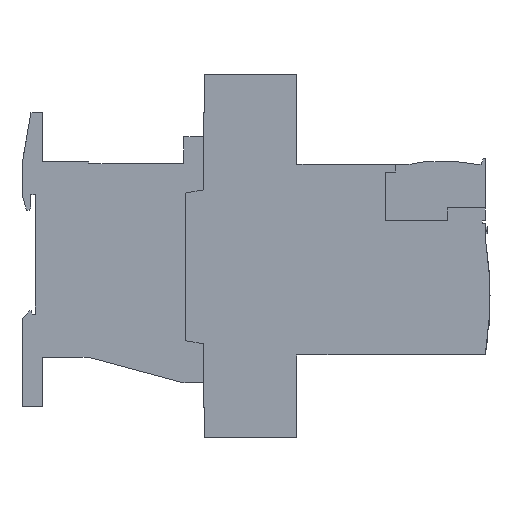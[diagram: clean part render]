
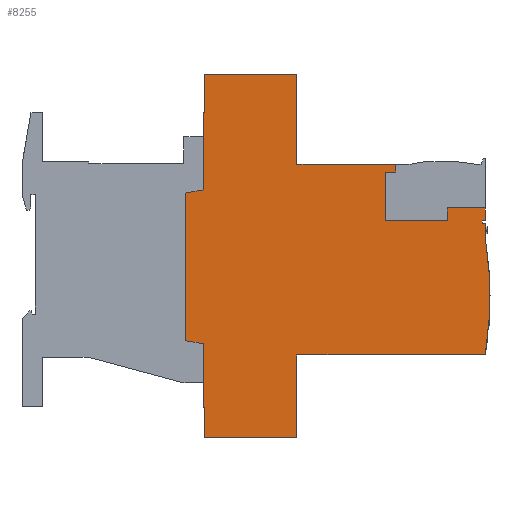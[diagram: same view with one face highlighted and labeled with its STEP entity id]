
A CAD part, left-side view. The second image highlights one B-rep face of the part: STEP entity #8255.
In plain terms, the highlighted planar face has unit normal (-1, 0, 0).
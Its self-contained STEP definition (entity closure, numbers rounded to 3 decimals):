
#3477=VERTEX_POINT('',#10245);
#3637=EDGE_CURVE('',#9747,#8147,#10425,.T.);
#3641=VERTEX_POINT('',#10429);
#3721=VERTEX_POINT('',#10512);
#3791=EDGE_CURVE('',#8157,#5385,#10592,.T.);
#3889=EDGE_CURVE('',#9187,#3477,#10701,.T.);
#3903=EDGE_CURVE('',#9003,#6659,#10716,.T.);
#4031=VERTEX_POINT('',#10858);
#4321=EDGE_CURVE('',#6221,#3641,#11177,.T.);
#4441=VERTEX_POINT('',#11306);
#4543=VERTEX_POINT('',#11412);
#4599=EDGE_CURVE('',#3721,#9747,#11474,.T.);
#4769=VERTEX_POINT('',#11663);
#5287=VERTEX_POINT('',#12226);
#5383=VERTEX_POINT('',#12331);
#5385=VERTEX_POINT('',#12333);
#5583=VERTEX_POINT('',#12550);
#5685=EDGE_CURVE('',#5385,#5287,#12661,.T.);
#5863=EDGE_CURVE('',#6959,#8111,#12858,.T.);
#6049=VERTEX_POINT('',#13062);
#6055=EDGE_CURVE('',#5583,#4769,#13068,.T.);
#6221=VERTEX_POINT('',#13249);
#6659=VERTEX_POINT('',#13724);
#6779=EDGE_CURVE('',#4769,#4543,#13854,.T.);
#6959=VERTEX_POINT('',#14047);
#7063=EDGE_CURVE('',#7763,#9003,#14167,.T.);
#7155=VERTEX_POINT('',#14267);
#7181=EDGE_CURVE('',#9619,#5383,#14295,.T.);
#7395=EDGE_CURVE('',#8111,#5583,#14526,.T.);
#7683=EDGE_CURVE('',#4441,#4031,#14845,.T.);
#7763=VERTEX_POINT('',#14952);
#7787=EDGE_CURVE('',#6659,#9619,#14976,.T.);
#7937=EDGE_CURVE('',#3477,#4441,#15142,.T.);
#7951=EDGE_CURVE('',#4543,#8671,#15156,.T.);
#8103=VERTEX_POINT('',#15330);
#8111=VERTEX_POINT('',#15339);
#8147=VERTEX_POINT('',#15379);
#8157=VERTEX_POINT('',#15389);
#8255=ADVANCED_FACE('',(#15495),#15496,.T.);
#8289=EDGE_CURVE('',#8103,#8157,#15533,.T.);
#8425=EDGE_CURVE('',#5287,#9059,#15684,.T.);
#8571=EDGE_CURVE('',#8147,#6049,#15849,.T.);
#8617=EDGE_CURVE('',#8671,#8103,#15901,.T.);
#8653=EDGE_CURVE('',#5383,#9187,#15940,.T.);
#8671=VERTEX_POINT('',#15961);
#8893=EDGE_CURVE('',#4031,#6959,#16199,.T.);
#9003=VERTEX_POINT('',#16320);
#9059=VERTEX_POINT('',#16381);
#9187=VERTEX_POINT('',#16527);
#9619=VERTEX_POINT('',#17002);
#9731=EDGE_CURVE('',#7155,#7763,#17123,.T.);
#9747=VERTEX_POINT('',#17141);
#9837=EDGE_CURVE('',#9059,#3721,#17243,.T.);
#10031=EDGE_CURVE('',#6049,#6221,#17453,.T.);
#10135=EDGE_CURVE('',#3641,#7155,#17564,.T.);
#10245=CARTESIAN_POINT('',(-22.5,-148.3,11.4));
#10425=LINE('',#17972,#17973);
#10429=CARTESIAN_POINT('',(-22.5,-120.5,29.5));
#10512=CARTESIAN_POINT('',(-22.5,-58.45,46.3));
#10592=LINE('',#18219,#18220);
#10701=LINE('',#18384,#18385);
#10716=LINE('',#18407,#18408);
#10858=CARTESIAN_POINT('',(-22.5,-149.3,10.5));
#11177=LINE('',#19063,#19064);
#11306=CARTESIAN_POINT('',(-22.5,-148.3,10.5));
#11412=CARTESIAN_POINT('',(-22.5,-58.9,-58.6));
#11474=LINE('',#19489,#19490);
#11663=CARTESIAN_POINT('',(-22.5,-88.6,-58.6));
#12226=CARTESIAN_POINT('',(-22.5,-52.7,20.3));
#12331=CARTESIAN_POINT('',(-22.5,-149.3,15.5));
#12333=CARTESIAN_POINT('',(-22.5,-52.7,-27.3));
#12550=CARTESIAN_POINT('',(-22.5,-88.6,-31.9));
#12661=LINE('',#21096,#21097);
#12858=CIRCLE('',#21390,120.002);
#13062=CARTESIAN_POINT('',(-22.5,-88.6,58.6));
#13068=LINE('',#21688,#21689);
#13249=CARTESIAN_POINT('',(-22.5,-88.6,29.5));
#13724=CARTESIAN_POINT('',(-22.5,-137.0,11.5));
#13854=LINE('',#22818,#22819);
#14047=CARTESIAN_POINT('',(-22.5,-149.3,6.1));
#14167=LINE('',#23254,#23255);
#14267=CARTESIAN_POINT('',(-22.5,-120.5,27.05));
#14295=LINE('',#23465,#23466);
#14526=LINE('',#23802,#23803);
#14845=LINE('',#24255,#24256);
#14952=CARTESIAN_POINT('',(-22.5,-117.0,27.05));
#14976=LINE('',#24432,#24433);
#15142=LINE('',#24663,#24664);
#15156=LINE('',#24687,#24688);
#15330=CARTESIAN_POINT('',(-22.5,-58.45,-48.7));
#15339=CARTESIAN_POINT('',(-22.5,-149.3,-31.9));
#15379=CARTESIAN_POINT('',(-22.5,-58.9,58.6));
#15389=CARTESIAN_POINT('',(-22.5,-58.45,-28.3));
#15495=FACE_OUTER_BOUND('',#25170,.T.);
#15496=PLANE('',#25171);
#15533=LINE('',#25225,#25226);
#15684=LINE('',#25475,#25476);
#15849=LINE('',#25706,#25707);
#15901=LINE('',#25779,#25780);
#15940=LINE('',#25839,#25840);
#15961=CARTESIAN_POINT('',(-22.5,-58.9,-48.7));
#16199=LINE('',#26191,#26192);
#16320=CARTESIAN_POINT('',(-22.5,-117.0,11.5));
#16381=CARTESIAN_POINT('',(-22.5,-58.45,21.3));
#16527=CARTESIAN_POINT('',(-22.5,-149.3,11.4));
#17002=CARTESIAN_POINT('',(-22.5,-137.0,15.5));
#17123=LINE('',#27523,#27524);
#17141=CARTESIAN_POINT('',(-22.5,-58.9,46.3));
#17243=LINE('',#27673,#27674);
#17453=LINE('',#27970,#27971);
#17564=LINE('',#28130,#28131);
#17972=CARTESIAN_POINT('',(-22.5,-58.9,58.6));
#17973=VECTOR('',#28436,1.0);
#18219=CARTESIAN_POINT('',(-22.5,-52.7,-27.3));
#18220=VECTOR('',#28590,1.0);
#18384=CARTESIAN_POINT('',(-22.5,-148.3,11.4));
#18385=VECTOR('',#28740,1.0);
#18407=CARTESIAN_POINT('',(-22.5,-137.0,11.5));
#18408=VECTOR('',#28752,1.0);
#19063=CARTESIAN_POINT('',(-22.5,-120.5,29.5));
#19064=VECTOR('',#29250,1.0);
#19489=CARTESIAN_POINT('',(-22.5,-58.9,46.3));
#19490=VECTOR('',#29543,1.0);
#21096=CARTESIAN_POINT('',(-22.5,-52.7,20.3));
#21097=VECTOR('',#30797,1.0);
#21390=AXIS2_PLACEMENT_3D('',#31047,#31048,#31049);
#21688=CARTESIAN_POINT('',(-22.5,-88.6,-58.6));
#21689=VECTOR('',#31241,1.0);
#22818=CARTESIAN_POINT('',(-22.5,-58.9,-58.6));
#22819=VECTOR('',#32028,1.0);
#23254=CARTESIAN_POINT('',(-22.5,-117.0,11.5));
#23255=VECTOR('',#32344,1.0);
#23465=CARTESIAN_POINT('',(-22.5,-149.3,15.5));
#23466=VECTOR('',#32465,1.0);
#23802=CARTESIAN_POINT('',(-22.5,-88.6,-31.9));
#23803=VECTOR('',#32683,1.0);
#24255=CARTESIAN_POINT('',(-22.5,-149.3,10.5));
#24256=VECTOR('',#33106,1.0);
#24432=CARTESIAN_POINT('',(-22.5,-137.0,15.5));
#24433=VECTOR('',#33362,1.0);
#24663=CARTESIAN_POINT('',(-22.5,-148.3,10.5));
#24664=VECTOR('',#33530,1.0);
#24687=CARTESIAN_POINT('',(-22.5,-58.9,-48.7));
#24688=VECTOR('',#33540,1.0);
#25170=EDGE_LOOP('',(#33919,#33920,#33921,#33922,#33923,#33924,#33925,#33926,#33927,#33928,#33929,#33930,#33931,#33932,#33933,#33934,#33935,#33936,#33937,#33938,#33939,#33940,#33941,#33942,#33943,#33944,#33945));
#25171=AXIS2_PLACEMENT_3D('',#33946,#33947,#33948);
#25225=CARTESIAN_POINT('',(-22.5,-58.45,-28.3));
#25226=VECTOR('',#33982,1.0);
#25475=CARTESIAN_POINT('',(-22.5,-58.45,21.3));
#25476=VECTOR('',#34154,1.0);
#25706=CARTESIAN_POINT('',(-22.5,-88.6,58.6));
#25707=VECTOR('',#34351,1.0);
#25779=CARTESIAN_POINT('',(-22.5,-58.45,-48.7));
#25780=VECTOR('',#34417,1.0);
#25839=CARTESIAN_POINT('',(-22.5,-149.3,11.4));
#25840=VECTOR('',#34454,1.0);
#26191=CARTESIAN_POINT('',(-22.5,-149.3,6.1));
#26192=VECTOR('',#34670,1.0);
#27523=CARTESIAN_POINT('',(-22.5,-117.0,27.05));
#27524=VECTOR('',#35669,1.0);
#27673=CARTESIAN_POINT('',(-22.5,-58.45,46.3));
#27674=VECTOR('',#35819,1.0);
#27970=CARTESIAN_POINT('',(-22.5,-88.6,29.5));
#27971=VECTOR('',#36023,1.0);
#28130=CARTESIAN_POINT('',(-22.5,-120.5,27.05));
#28131=VECTOR('',#36117,1.0);
#28436=DIRECTION('',(0.0,0.0,1.0));
#28590=DIRECTION('',(0.0,0.985,0.171));
#28740=DIRECTION('',(0.0,1.0,0.0));
#28752=DIRECTION('',(0.0,-1.0,0.0));
#29250=DIRECTION('',(0.0,-1.0,0.0));
#29543=DIRECTION('',(0.0,-1.0,0.0));
#30797=DIRECTION('',(0.0,0.0,1.0));
#31047=CARTESIAN_POINT('',(-22.5,-30.811,-12.9));
#31048=DIRECTION('',(1.0,0.0,0.0));
#31049=DIRECTION('',(0.0,-0.987,-0.158));
#31241=DIRECTION('',(0.0,0.0,-1.0));
#32028=DIRECTION('',(0.0,1.0,0.0));
#32344=DIRECTION('',(0.0,0.0,-1.0));
#32465=DIRECTION('',(0.0,-1.0,0.0));
#32683=DIRECTION('',(0.0,1.0,0.0));
#33106=DIRECTION('',(0.0,-1.0,0.0));
#33362=DIRECTION('',(0.0,0.0,1.0));
#33530=DIRECTION('',(0.0,0.0,-1.0));
#33540=DIRECTION('',(0.0,0.0,1.0));
#33919=ORIENTED_EDGE('',*,*,#4599,.F.);
#33920=ORIENTED_EDGE('',*,*,#9837,.F.);
#33921=ORIENTED_EDGE('',*,*,#8425,.F.);
#33922=ORIENTED_EDGE('',*,*,#5685,.F.);
#33923=ORIENTED_EDGE('',*,*,#3791,.F.);
#33924=ORIENTED_EDGE('',*,*,#8289,.F.);
#33925=ORIENTED_EDGE('',*,*,#8617,.F.);
#33926=ORIENTED_EDGE('',*,*,#7951,.F.);
#33927=ORIENTED_EDGE('',*,*,#6779,.F.);
#33928=ORIENTED_EDGE('',*,*,#6055,.F.);
#33929=ORIENTED_EDGE('',*,*,#7395,.F.);
#33930=ORIENTED_EDGE('',*,*,#5863,.F.);
#33931=ORIENTED_EDGE('',*,*,#8893,.F.);
#33932=ORIENTED_EDGE('',*,*,#7683,.F.);
#33933=ORIENTED_EDGE('',*,*,#7937,.F.);
#33934=ORIENTED_EDGE('',*,*,#3889,.F.);
#33935=ORIENTED_EDGE('',*,*,#8653,.F.);
#33936=ORIENTED_EDGE('',*,*,#7181,.F.);
#33937=ORIENTED_EDGE('',*,*,#7787,.F.);
#33938=ORIENTED_EDGE('',*,*,#3903,.F.);
#33939=ORIENTED_EDGE('',*,*,#7063,.F.);
#33940=ORIENTED_EDGE('',*,*,#9731,.F.);
#33941=ORIENTED_EDGE('',*,*,#10135,.F.);
#33942=ORIENTED_EDGE('',*,*,#4321,.F.);
#33943=ORIENTED_EDGE('',*,*,#10031,.F.);
#33944=ORIENTED_EDGE('',*,*,#8571,.F.);
#33945=ORIENTED_EDGE('',*,*,#3637,.F.);
#33946=CARTESIAN_POINT('',(-22.5,-94.512,-0.874));
#33947=DIRECTION('',(-1.0,0.0,0.0));
#33948=DIRECTION('',(0.0,0.0,-1.0));
#33982=DIRECTION('',(0.0,0.0,1.0));
#34154=DIRECTION('',(0.0,-0.985,0.171));
#34351=DIRECTION('',(0.0,-1.0,0.0));
#34417=DIRECTION('',(0.0,1.0,0.0));
#34454=DIRECTION('',(0.0,0.0,-1.0));
#34670=DIRECTION('',(0.0,0.0,-1.0));
#35669=DIRECTION('',(0.0,1.0,0.0));
#35819=DIRECTION('',(0.0,0.0,1.0));
#36023=DIRECTION('',(0.0,0.0,-1.0));
#36117=DIRECTION('',(0.0,0.0,-1.0));
